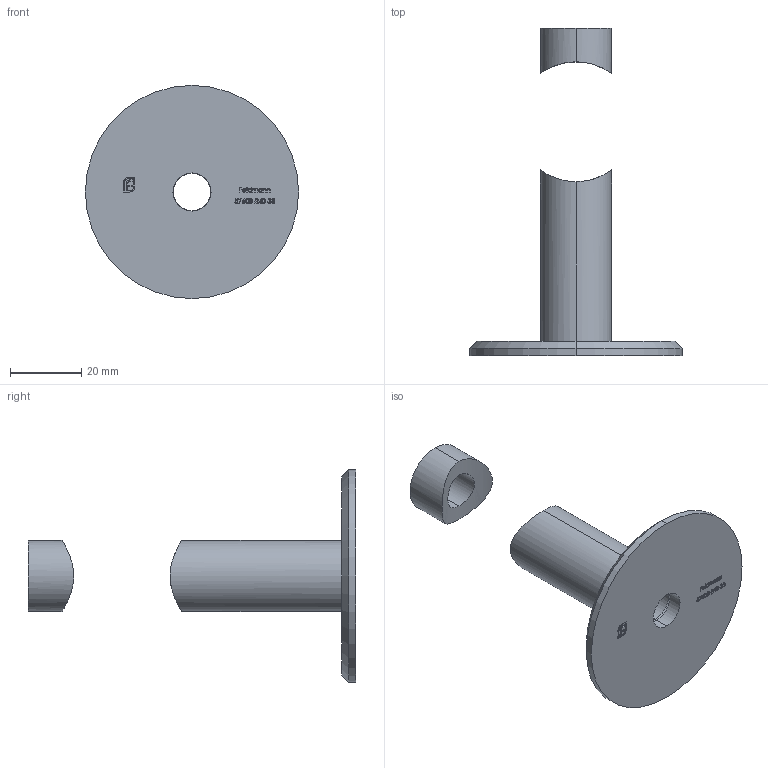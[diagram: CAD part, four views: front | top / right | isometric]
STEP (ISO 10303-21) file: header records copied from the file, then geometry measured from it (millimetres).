
FILE_DESCRIPTION (( 'STEP AP203' ), '1' );
FILE_NAME ('57608-240-33.STEP', '2021-05-26T08:12:18', ( '' ), ( '' ), 'SwSTEP 2.0', 'SolidWorks 2018', '' );
FILE_SCHEMA (( 'CONFIG_CONTROL_DESIGN' ));
Length unit declared in the file: millimetre
Products named in the file (7): 57608-240-33 Teil1_57608-240-33 Teil1; 57608-240-33 Teil1; 57608-240-33 Teil3; 57608-240-33 Teil2_57608-240-33 Teil2; 57608-240-33 Teil2; 57608-240-33; 57608-240-33 Teil3_57608-240-33 Teil3
Assembly tree (3 placements, depth 2):
  57608-240-33 Teil1
  57608-240-33 Teil3
  57608-240-33 Teil2
  57608-240-33
    57608-240-33 Teil2_57608-240-33 Teil2
    57608-240-33 Teil3_57608-240-33 Teil3
    57608-240-33 Teil1_57608-240-33 Teil1
Bounding box: 60 x 92.2 x 60 mm (x, y, z)
Volume: 23336 mm3; surface area: 12535.3 mm2
Topology: 3 solids, 3 shells, 332 faces, 882 edges, 586 vertices
Faces by surface type: plane 158, bspline 154, cylinder 14, cone 6
Entity records: 18892 total; most frequent: CARTESIAN_POINT 11041, ORIENTED_EDGE 1764, DIRECTION 958, EDGE_CURVE 882, VERTEX_POINT 586, VECTOR 544, LINE 544, EDGE_LOOP 368
